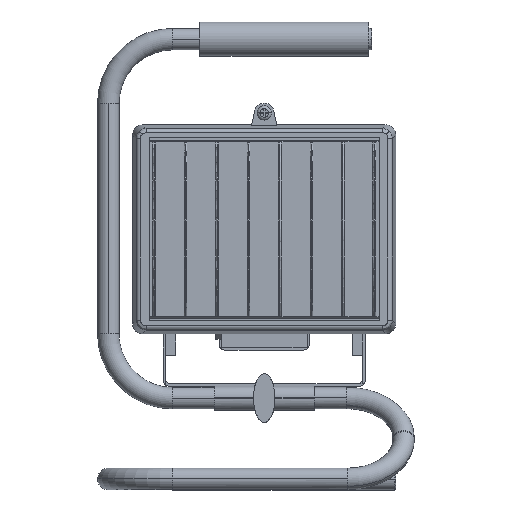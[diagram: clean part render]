
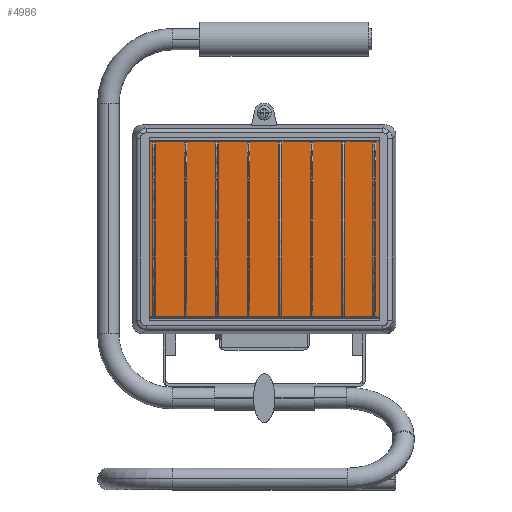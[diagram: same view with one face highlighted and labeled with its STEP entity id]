
A CAD part, top view. The second image highlights one B-rep face of the part: STEP entity #4986.
In plain terms, the highlighted planar face has unit normal (0, 0, 1).
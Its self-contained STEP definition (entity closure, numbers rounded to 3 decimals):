
#891 = DIRECTION ( 'NONE',  ( 0., -1., 0. ) ) ;
#1207 = PLANE ( 'NONE',  #7145 ) ;
#1339 = VECTOR ( 'NONE', #17107, 1000. ) ;
#2048 = CARTESIAN_POINT ( 'NONE',  ( -85.459, 64., 9.138 ) ) ;
#2072 = LINE ( 'NONE', #5882, #3973 ) ;
#3000 = CARTESIAN_POINT ( 'NONE',  ( -85.459, -64., 9.138 ) ) ;
#3204 = VECTOR ( 'NONE', #16370, 1000. ) ;
#3973 = VECTOR ( 'NONE', #4477, 1000. ) ;
#4477 = DIRECTION ( 'NONE',  ( 1., 0., 0. ) ) ;
#4822 = CARTESIAN_POINT ( 'NONE',  ( 83.541, 64., 9.138 ) ) ;
#4986 = ADVANCED_FACE ( 'NONE', ( #6302 ), #1207, .T. ) ;
#5121 = LINE ( 'NONE', #3000, #3204 ) ;
#5168 = CARTESIAN_POINT ( 'NONE',  ( -85.459, -64., 9.138 ) ) ;
#5171 = VERTEX_POINT ( 'NONE', #4822 ) ;
#5882 = CARTESIAN_POINT ( 'NONE',  ( -85.459, 64., 9.138 ) ) ;
#6271 = ORIENTED_EDGE ( 'NONE', *, *, #15287, .T. ) ;
#6302 = FACE_OUTER_BOUND ( 'NONE', #8192, .T. ) ;
#6584 = LINE ( 'NONE', #5168, #1339 ) ;
#6602 = DIRECTION ( 'NONE',  ( 0., 0., 1. ) ) ;
#6622 = EDGE_CURVE ( 'NONE', #5171, #10182, #10252, .T. ) ;
#7145 = AXIS2_PLACEMENT_3D ( 'NONE', #14702, #6602, #9190 ) ;
#7333 = CARTESIAN_POINT ( 'NONE',  ( -85.459, -64., 9.138 ) ) ;
#7574 = VERTEX_POINT ( 'NONE', #7333 ) ;
#8192 = EDGE_LOOP ( 'NONE', ( #13673, #13857, #8255, #6271 ) ) ;
#8255 = ORIENTED_EDGE ( 'NONE', *, *, #11174, .F. ) ;
#9190 = DIRECTION ( 'NONE',  ( 1., 0., 0. ) ) ;
#10182 = VERTEX_POINT ( 'NONE', #13392 ) ;
#10252 = LINE ( 'NONE', #17290, #15471 ) ;
#11174 = EDGE_CURVE ( 'NONE', #16123, #5171, #2072, .T. ) ;
#13392 = CARTESIAN_POINT ( 'NONE',  ( 83.541, -64., 9.138 ) ) ;
#13673 = ORIENTED_EDGE ( 'NONE', *, *, #16715, .T. ) ;
#13857 = ORIENTED_EDGE ( 'NONE', *, *, #6622, .F. ) ;
#14702 = CARTESIAN_POINT ( 'NONE',  ( -85.459, -64., 9.138 ) ) ;
#15287 = EDGE_CURVE ( 'NONE', #16123, #7574, #6584, .T. ) ;
#15471 = VECTOR ( 'NONE', #891, 1000. ) ;
#16123 = VERTEX_POINT ( 'NONE', #2048 ) ;
#16370 = DIRECTION ( 'NONE',  ( 1., 0., 0. ) ) ;
#16715 = EDGE_CURVE ( 'NONE', #7574, #10182, #5121, .T. ) ;
#17107 = DIRECTION ( 'NONE',  ( 0., -1., 0. ) ) ;
#17290 = CARTESIAN_POINT ( 'NONE',  ( 83.541, -64., 9.138 ) ) ;
